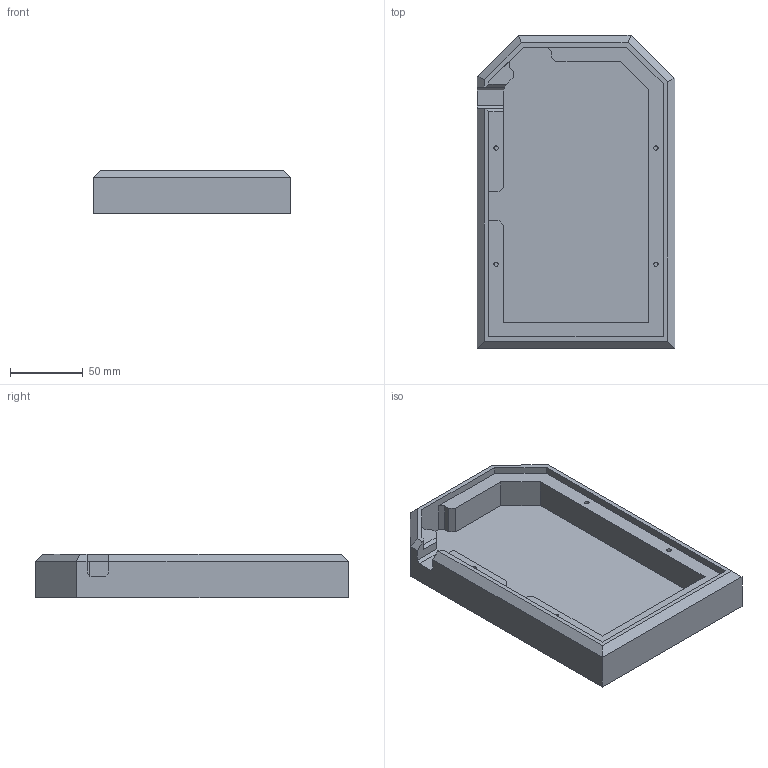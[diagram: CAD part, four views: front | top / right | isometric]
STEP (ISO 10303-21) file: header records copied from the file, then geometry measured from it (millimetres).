
FILE_DESCRIPTION (( 'STEP AP214' ), '1' );
FILE_NAME ('CaseV1_print1.STEP', '2025-11-07T22:15:44', ( '' ), ( '' ), 'SwSTEP 2.0', 'SolidWorks 2025', '' );
FILE_SCHEMA (( 'AUTOMOTIVE_DESIGN' ));
Length unit declared in the file: millimetre
Products named in the file (1): CaseV1_print1
Bounding box: 136 x 215.5 x 30 mm (x, y, z)
Volume: 362549.8 mm3; surface area: 90232.3 mm2
Topology: 1 solids, 1 shells, 65 faces, 169 edges, 110 vertices
Faces by surface type: plane 56, cylinder 9
Entity records: 1981 total; most frequent: CARTESIAN_POINT 351, ORIENTED_EDGE 338, DIRECTION 318, EDGE_CURVE 169, VECTOR 148, LINE 148, VERTEX_POINT 110, AXIS2_PLACEMENT_3D 85
